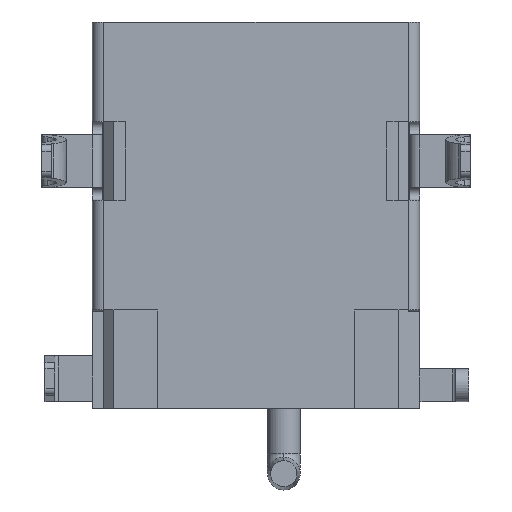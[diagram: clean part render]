
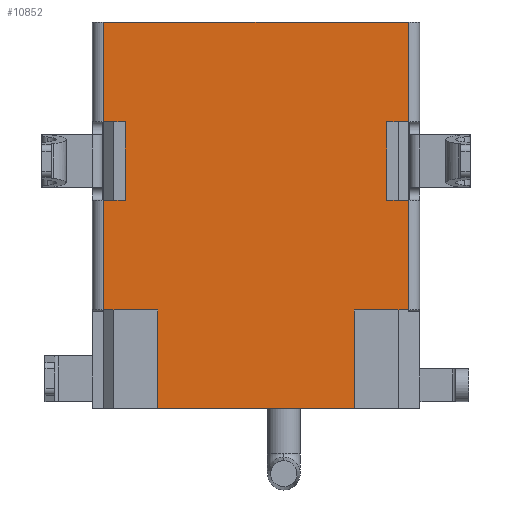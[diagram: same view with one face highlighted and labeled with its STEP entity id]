
A CAD part, front view. The second image highlights one B-rep face of the part: STEP entity #10852.
In plain terms, the highlighted planar face has unit normal (0, -1, 0).
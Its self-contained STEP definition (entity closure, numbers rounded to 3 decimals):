
#8 = ORIENTED_EDGE ( 'NONE', *, *, #8102, .T. ) ;
#94 = LINE ( 'NONE', #5137, #835 ) ;
#194 = CARTESIAN_POINT ( 'NONE',  ( -4.65, 0., -11.8 ) ) ;
#271 = VERTEX_POINT ( 'NONE', #10067 ) ;
#387 = VECTOR ( 'NONE', #500, 1000. ) ;
#392 = DIRECTION ( 'NONE',  ( -1., 0., 0. ) ) ;
#463 = VECTOR ( 'NONE', #612, 1000. ) ;
#500 = DIRECTION ( 'NONE',  ( 1., 0., 0. ) ) ;
#541 = EDGE_CURVE ( 'NONE', #3296, #9048, #9196, .T. ) ;
#612 = DIRECTION ( 'NONE',  ( 0., 0., -1. ) ) ;
#623 = LINE ( 'NONE', #2327, #463 ) ;
#683 = EDGE_CURVE ( 'NONE', #6082, #2737, #10823, .T. ) ;
#718 = CARTESIAN_POINT ( 'NONE',  ( 3., 0., -11.8 ) ) ;
#721 = VERTEX_POINT ( 'NONE', #9172 ) ;
#835 = VECTOR ( 'NONE', #8915, 1000. ) ;
#860 = LINE ( 'NONE', #4057, #2738 ) ;
#1177 = PLANE ( 'NONE',  #2530 ) ;
#1240 = LINE ( 'NONE', #11170, #10586 ) ;
#1275 = CARTESIAN_POINT ( 'NONE',  ( 4., 0., -3.05 ) ) ;
#1327 = DIRECTION ( 'NONE',  ( 1., 0., 0. ) ) ;
#1389 = CARTESIAN_POINT ( 'NONE',  ( 4., 0., -5.45 ) ) ;
#1395 = ORIENTED_EDGE ( 'NONE', *, *, #8196, .T. ) ;
#1444 = CARTESIAN_POINT ( 'NONE',  ( -4.65, 0., 0. ) ) ;
#1455 = VERTEX_POINT ( 'NONE', #1389 ) ;
#1588 = ORIENTED_EDGE ( 'NONE', *, *, #8451, .F. ) ;
#1646 = LINE ( 'NONE', #718, #8141 ) ;
#1709 = LINE ( 'NONE', #9225, #3604 ) ;
#1732 = ORIENTED_EDGE ( 'NONE', *, *, #8661, .T. ) ;
#1796 = CARTESIAN_POINT ( 'NONE',  ( -4., 0., -5.45 ) ) ;
#2143 = VERTEX_POINT ( 'NONE', #9936 ) ;
#2327 = CARTESIAN_POINT ( 'NONE',  ( -4., 0., -11.8 ) ) ;
#2371 = VECTOR ( 'NONE', #10928, 1000. ) ;
#2405 = CARTESIAN_POINT ( 'NONE',  ( 3., 0., -8.8 ) ) ;
#2488 = VERTEX_POINT ( 'NONE', #1275 ) ;
#2530 = AXIS2_PLACEMENT_3D ( 'NONE', #194, #10561, #11514 ) ;
#2561 = LINE ( 'NONE', #8709, #6884 ) ;
#2737 = VERTEX_POINT ( 'NONE', #6419 ) ;
#2738 = VECTOR ( 'NONE', #4105, 1000. ) ;
#3123 = ORIENTED_EDGE ( 'NONE', *, *, #3664, .T. ) ;
#3145 = EDGE_CURVE ( 'NONE', #8936, #3296, #94, .T. ) ;
#3219 = EDGE_CURVE ( 'NONE', #1455, #2488, #1709, .T. ) ;
#3296 = VERTEX_POINT ( 'NONE', #5378 ) ;
#3452 = CARTESIAN_POINT ( 'NONE',  ( 4.65, 0., -11.8 ) ) ;
#3565 = DIRECTION ( 'NONE',  ( 0., 0., 1. ) ) ;
#3604 = VECTOR ( 'NONE', #3678, 1000. ) ;
#3664 = EDGE_CURVE ( 'NONE', #3816, #6082, #623, .T. ) ;
#3678 = DIRECTION ( 'NONE',  ( 0., 0., 1. ) ) ;
#3725 = VECTOR ( 'NONE', #6013, 1000. ) ;
#3759 = EDGE_CURVE ( 'NONE', #2143, #8884, #8894, .T. ) ;
#3816 = VERTEX_POINT ( 'NONE', #9168 ) ;
#3859 = VECTOR ( 'NONE', #392, 1000. ) ;
#3871 = DIRECTION ( 'NONE',  ( 1., 0., 0. ) ) ;
#4016 = LINE ( 'NONE', #1444, #3725 ) ;
#4057 = CARTESIAN_POINT ( 'NONE',  ( -4.65, 0., -11.8 ) ) ;
#4105 = DIRECTION ( 'NONE',  ( 0., 0., -1. ) ) ;
#4229 = ORIENTED_EDGE ( 'NONE', *, *, #6320, .T. ) ;
#4235 = CARTESIAN_POINT ( 'NONE',  ( -3., 0., -8.8 ) ) ;
#4250 = VERTEX_POINT ( 'NONE', #8502 ) ;
#4494 = VERTEX_POINT ( 'NONE', #8174 ) ;
#4501 = LINE ( 'NONE', #7191, #6514 ) ;
#4726 = ORIENTED_EDGE ( 'NONE', *, *, #7959, .T. ) ;
#5070 = ORIENTED_EDGE ( 'NONE', *, *, #3145, .T. ) ;
#5078 = CARTESIAN_POINT ( 'NONE',  ( -4.65, 0., -5.45 ) ) ;
#5095 = VECTOR ( 'NONE', #1327, 1000. ) ;
#5137 = CARTESIAN_POINT ( 'NONE',  ( -3., 0., -11.8 ) ) ;
#5299 = LINE ( 'NONE', #5078, #3859 ) ;
#5378 = CARTESIAN_POINT ( 'NONE',  ( -3., 0., -11.8 ) ) ;
#5988 = CARTESIAN_POINT ( 'NONE',  ( -4.65, 0., -11.8 ) ) ;
#6013 = DIRECTION ( 'NONE',  ( 1., 0., 0. ) ) ;
#6082 = VERTEX_POINT ( 'NONE', #1796 ) ;
#6320 = EDGE_CURVE ( 'NONE', #8475, #4250, #7863, .T. ) ;
#6419 = CARTESIAN_POINT ( 'NONE',  ( -4.65, 0., -5.45 ) ) ;
#6506 = CARTESIAN_POINT ( 'NONE',  ( 3., 0., -11.8 ) ) ;
#6514 = VECTOR ( 'NONE', #3565, 1000. ) ;
#6556 = EDGE_CURVE ( 'NONE', #9048, #8475, #1646, .T. ) ;
#6693 = VECTOR ( 'NONE', #11754, 1000. ) ;
#6695 = ORIENTED_EDGE ( 'NONE', *, *, #9604, .T. ) ;
#6884 = VECTOR ( 'NONE', #11453, 1000. ) ;
#7074 = DIRECTION ( 'NONE',  ( -1., 0., 0. ) ) ;
#7191 = CARTESIAN_POINT ( 'NONE',  ( 4.65, 0., -11.8 ) ) ;
#7196 = DIRECTION ( 'NONE',  ( 0., 0., 1. ) ) ;
#7226 = ORIENTED_EDGE ( 'NONE', *, *, #11767, .T. ) ;
#7863 = LINE ( 'NONE', #11543, #5095 ) ;
#7959 = EDGE_CURVE ( 'NONE', #721, #3816, #11921, .T. ) ;
#7985 = ORIENTED_EDGE ( 'NONE', *, *, #3219, .T. ) ;
#8102 = EDGE_CURVE ( 'NONE', #4494, #721, #1240, .T. ) ;
#8141 = VECTOR ( 'NONE', #7196, 1000. ) ;
#8174 = CARTESIAN_POINT ( 'NONE',  ( -4.65, 0., 0. ) ) ;
#8196 = EDGE_CURVE ( 'NONE', #9435, #8936, #2561, .T. ) ;
#8344 = EDGE_CURVE ( 'NONE', #271, #1455, #5299, .T. ) ;
#8451 = EDGE_CURVE ( 'NONE', #4494, #8884, #4016, .T. ) ;
#8475 = VERTEX_POINT ( 'NONE', #2405 ) ;
#8502 = CARTESIAN_POINT ( 'NONE',  ( 4.65, 0., -8.8 ) ) ;
#8661 = EDGE_CURVE ( 'NONE', #2488, #2143, #9370, .T. ) ;
#8709 = CARTESIAN_POINT ( 'NONE',  ( -4.65, 0., -8.8 ) ) ;
#8807 = CARTESIAN_POINT ( 'NONE',  ( 4.65, 0., 0. ) ) ;
#8869 = EDGE_LOOP ( 'NONE', ( #9878, #7226, #1395, #5070, #11766, #10581, #4229, #6695, #9398, #7985, #1732, #9691, #1588, #8, #4726, #3123 ) ) ;
#8884 = VERTEX_POINT ( 'NONE', #8807 ) ;
#8894 = LINE ( 'NONE', #3452, #2371 ) ;
#8915 = DIRECTION ( 'NONE',  ( 0., 0., -1. ) ) ;
#8936 = VERTEX_POINT ( 'NONE', #4235 ) ;
#9048 = VERTEX_POINT ( 'NONE', #6506 ) ;
#9144 = CARTESIAN_POINT ( 'NONE',  ( -4.65, 0., -3.05 ) ) ;
#9168 = CARTESIAN_POINT ( 'NONE',  ( -4., 0., -3.05 ) ) ;
#9172 = CARTESIAN_POINT ( 'NONE',  ( -4.65, 0., -3.05 ) ) ;
#9196 = LINE ( 'NONE', #5988, #6693 ) ;
#9225 = CARTESIAN_POINT ( 'NONE',  ( 4., 0., -11.8 ) ) ;
#9370 = LINE ( 'NONE', #10232, #9974 ) ;
#9398 = ORIENTED_EDGE ( 'NONE', *, *, #8344, .T. ) ;
#9435 = VERTEX_POINT ( 'NONE', #10665 ) ;
#9604 = EDGE_CURVE ( 'NONE', #4250, #271, #4501, .T. ) ;
#9691 = ORIENTED_EDGE ( 'NONE', *, *, #3759, .T. ) ;
#9878 = ORIENTED_EDGE ( 'NONE', *, *, #683, .T. ) ;
#9936 = CARTESIAN_POINT ( 'NONE',  ( 4.65, 0., -3.05 ) ) ;
#9974 = VECTOR ( 'NONE', #3871, 1000. ) ;
#10067 = CARTESIAN_POINT ( 'NONE',  ( 4.65, 0., -5.45 ) ) ;
#10232 = CARTESIAN_POINT ( 'NONE',  ( -4.65, 0., -3.05 ) ) ;
#10561 = DIRECTION ( 'NONE',  ( 0., -1., 0. ) ) ;
#10581 = ORIENTED_EDGE ( 'NONE', *, *, #6556, .T. ) ;
#10586 = VECTOR ( 'NONE', #12115, 1000. ) ;
#10665 = CARTESIAN_POINT ( 'NONE',  ( -4.65, 0., -8.8 ) ) ;
#10823 = LINE ( 'NONE', #11993, #11107 ) ;
#10852 = ADVANCED_FACE ( 'NONE', ( #11014 ), #1177, .T. ) ;
#10928 = DIRECTION ( 'NONE',  ( 0., 0., 1. ) ) ;
#11014 = FACE_OUTER_BOUND ( 'NONE', #8869, .T. ) ;
#11107 = VECTOR ( 'NONE', #7074, 1000. ) ;
#11170 = CARTESIAN_POINT ( 'NONE',  ( -4.65, 0., -11.8 ) ) ;
#11453 = DIRECTION ( 'NONE',  ( 1., 0., 0. ) ) ;
#11514 = DIRECTION ( 'NONE',  ( 0., 0., -1. ) ) ;
#11543 = CARTESIAN_POINT ( 'NONE',  ( -4.65, 0., -8.8 ) ) ;
#11754 = DIRECTION ( 'NONE',  ( 1., 0., 0. ) ) ;
#11766 = ORIENTED_EDGE ( 'NONE', *, *, #541, .T. ) ;
#11767 = EDGE_CURVE ( 'NONE', #2737, #9435, #860, .T. ) ;
#11921 = LINE ( 'NONE', #9144, #387 ) ;
#11993 = CARTESIAN_POINT ( 'NONE',  ( -4.65, 0., -5.45 ) ) ;
#12115 = DIRECTION ( 'NONE',  ( 0., 0., -1. ) ) ;
